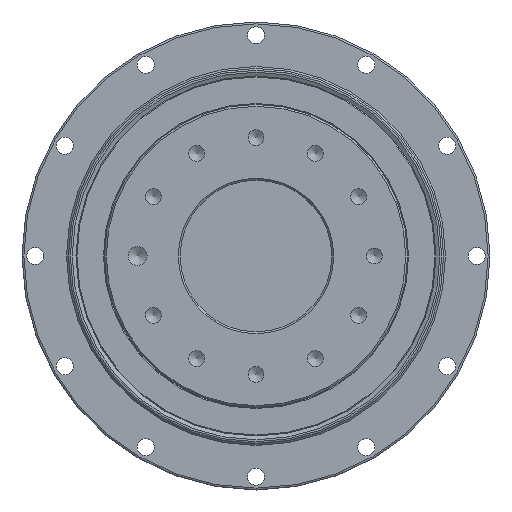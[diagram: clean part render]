
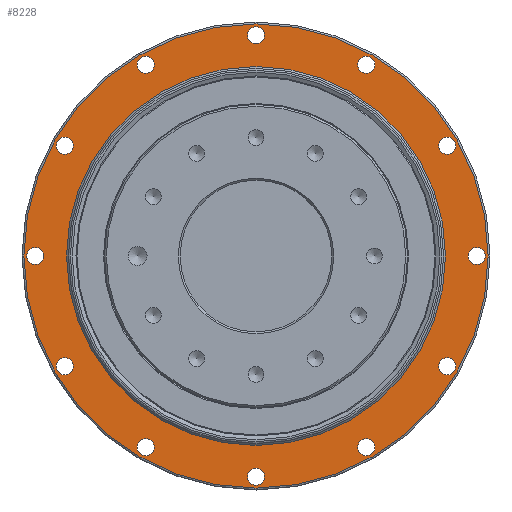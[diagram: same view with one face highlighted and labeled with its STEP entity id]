
A CAD part, left-side view. The second image highlights one B-rep face of the part: STEP entity #8228.
In plain terms, the highlighted planar face has unit normal (-1, 0, 0).
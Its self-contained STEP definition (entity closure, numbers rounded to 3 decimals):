
#1777=FACE_BOUND('',#2975,.T.);
#1778=FACE_BOUND('',#2976,.T.);
#1779=FACE_BOUND('',#2977,.T.);
#1780=FACE_BOUND('',#2978,.T.);
#1781=FACE_BOUND('',#2979,.T.);
#1782=FACE_BOUND('',#2980,.T.);
#1783=FACE_BOUND('',#2981,.T.);
#1784=FACE_BOUND('',#2982,.T.);
#1785=FACE_BOUND('',#2983,.T.);
#1786=FACE_BOUND('',#2984,.T.);
#1787=FACE_BOUND('',#2985,.T.);
#1788=FACE_BOUND('',#2986,.T.);
#1789=FACE_BOUND('',#2987,.T.);
#2231=FACE_OUTER_BOUND('',#2974,.T.);
#2974=EDGE_LOOP('',(#6620));
#2975=EDGE_LOOP('',(#6621));
#2976=EDGE_LOOP('',(#6622));
#2977=EDGE_LOOP('',(#6623));
#2978=EDGE_LOOP('',(#6624));
#2979=EDGE_LOOP('',(#6625));
#2980=EDGE_LOOP('',(#6626));
#2981=EDGE_LOOP('',(#6627));
#2982=EDGE_LOOP('',(#6628));
#2983=EDGE_LOOP('',(#6629));
#2984=EDGE_LOOP('',(#6630));
#2985=EDGE_LOOP('',(#6631));
#2986=EDGE_LOOP('',(#6632));
#2987=EDGE_LOOP('',(#6633));
#3676=CIRCLE('',#9057,100.);
#3697=CIRCLE('',#9085,122.5);
#3698=CIRCLE('',#9086,4.5);
#3699=CIRCLE('',#9087,4.5);
#3700=CIRCLE('',#9088,4.5);
#3701=CIRCLE('',#9089,4.5);
#3702=CIRCLE('',#9090,4.5);
#3703=CIRCLE('',#9091,4.5);
#3704=CIRCLE('',#9092,4.5);
#3705=CIRCLE('',#9093,4.5);
#3706=CIRCLE('',#9094,4.5);
#3707=CIRCLE('',#9095,4.5);
#3708=CIRCLE('',#9096,4.5);
#3709=CIRCLE('',#9097,4.5);
#4264=VERTEX_POINT('',#13641);
#4285=VERTEX_POINT('',#13690);
#4286=VERTEX_POINT('',#13692);
#4287=VERTEX_POINT('',#13694);
#4288=VERTEX_POINT('',#13696);
#4289=VERTEX_POINT('',#13698);
#4290=VERTEX_POINT('',#13700);
#4291=VERTEX_POINT('',#13702);
#4292=VERTEX_POINT('',#13704);
#4293=VERTEX_POINT('',#13706);
#4294=VERTEX_POINT('',#13708);
#4295=VERTEX_POINT('',#13710);
#4296=VERTEX_POINT('',#13712);
#4297=VERTEX_POINT('',#13714);
#5144=EDGE_CURVE('',#4264,#4264,#3676,.T.);
#5165=EDGE_CURVE('',#4285,#4285,#3697,.T.);
#5166=EDGE_CURVE('',#4286,#4286,#3698,.T.);
#5167=EDGE_CURVE('',#4287,#4287,#3699,.T.);
#5168=EDGE_CURVE('',#4288,#4288,#3700,.T.);
#5169=EDGE_CURVE('',#4289,#4289,#3701,.T.);
#5170=EDGE_CURVE('',#4290,#4290,#3702,.T.);
#5171=EDGE_CURVE('',#4291,#4291,#3703,.T.);
#5172=EDGE_CURVE('',#4292,#4292,#3704,.T.);
#5173=EDGE_CURVE('',#4293,#4293,#3705,.T.);
#5174=EDGE_CURVE('',#4294,#4294,#3706,.T.);
#5175=EDGE_CURVE('',#4295,#4295,#3707,.T.);
#5176=EDGE_CURVE('',#4296,#4296,#3708,.T.);
#5177=EDGE_CURVE('',#4297,#4297,#3709,.T.);
#6620=ORIENTED_EDGE('',*,*,#5165,.F.);
#6621=ORIENTED_EDGE('',*,*,#5166,.T.);
#6622=ORIENTED_EDGE('',*,*,#5167,.T.);
#6623=ORIENTED_EDGE('',*,*,#5168,.T.);
#6624=ORIENTED_EDGE('',*,*,#5169,.T.);
#6625=ORIENTED_EDGE('',*,*,#5170,.T.);
#6626=ORIENTED_EDGE('',*,*,#5171,.T.);
#6627=ORIENTED_EDGE('',*,*,#5172,.T.);
#6628=ORIENTED_EDGE('',*,*,#5173,.T.);
#6629=ORIENTED_EDGE('',*,*,#5174,.T.);
#6630=ORIENTED_EDGE('',*,*,#5175,.T.);
#6631=ORIENTED_EDGE('',*,*,#5176,.T.);
#6632=ORIENTED_EDGE('',*,*,#5177,.T.);
#6633=ORIENTED_EDGE('',*,*,#5144,.T.);
#7810=PLANE('',#9084);
#8228=ADVANCED_FACE('',(#2231,#1777,#1778,#1779,#1780,#1781,#1782,#1783,
#1784,#1785,#1786,#1787,#1788,#1789),#7810,.T.);
#9057=AXIS2_PLACEMENT_3D('',#13642,#10749,#10750);
#9084=AXIS2_PLACEMENT_3D('',#13689,#10803,#10804);
#9085=AXIS2_PLACEMENT_3D('',#13691,#10805,#10806);
#9086=AXIS2_PLACEMENT_3D('',#13693,#10807,#10808);
#9087=AXIS2_PLACEMENT_3D('',#13695,#10809,#10810);
#9088=AXIS2_PLACEMENT_3D('',#13697,#10811,#10812);
#9089=AXIS2_PLACEMENT_3D('',#13699,#10813,#10814);
#9090=AXIS2_PLACEMENT_3D('',#13701,#10815,#10816);
#9091=AXIS2_PLACEMENT_3D('',#13703,#10817,#10818);
#9092=AXIS2_PLACEMENT_3D('',#13705,#10819,#10820);
#9093=AXIS2_PLACEMENT_3D('',#13707,#10821,#10822);
#9094=AXIS2_PLACEMENT_3D('',#13709,#10823,#10824);
#9095=AXIS2_PLACEMENT_3D('',#13711,#10825,#10826);
#9096=AXIS2_PLACEMENT_3D('',#13713,#10827,#10828);
#9097=AXIS2_PLACEMENT_3D('',#13715,#10829,#10830);
#10749=DIRECTION('center_axis',(1.,0.,0.));
#10750=DIRECTION('ref_axis',(0.,0.,
-1.));
#10803=DIRECTION('center_axis',(-1.,0.,0.));
#10804=DIRECTION('ref_axis',(0.,0.,
1.));
#10805=DIRECTION('center_axis',(1.,0.,0.));
#10806=DIRECTION('ref_axis',(0.,-1.,0.));
#10807=DIRECTION('center_axis',(1.,0.,0.));
#10808=DIRECTION('ref_axis',(0.,-0.5,-0.866));
#10809=DIRECTION('center_axis',(1.,0.,0.));
#10810=DIRECTION('ref_axis',(0.,-0.866,-0.5));
#10811=DIRECTION('center_axis',(1.,0.,0.));
#10812=DIRECTION('ref_axis',(0.,-1.,0.));
#10813=DIRECTION('center_axis',(1.,0.,0.));
#10814=DIRECTION('ref_axis',(0.,-0.866,0.5));
#10815=DIRECTION('center_axis',(1.,0.,0.));
#10816=DIRECTION('ref_axis',(0.,-0.5,0.866));
#10817=DIRECTION('center_axis',(1.,0.,0.));
#10818=DIRECTION('ref_axis',(0.,0.,
1.));
#10819=DIRECTION('center_axis',(1.,0.,0.));
#10820=DIRECTION('ref_axis',(0.,0.5,0.866));
#10821=DIRECTION('center_axis',(1.,0.,0.));
#10822=DIRECTION('ref_axis',(0.,0.866,0.5));
#10823=DIRECTION('center_axis',(1.,0.,0.));
#10824=DIRECTION('ref_axis',(0.,1.,0.));
#10825=DIRECTION('center_axis',(1.,0.,0.));
#10826=DIRECTION('ref_axis',(0.,0.866,-0.5));
#10827=DIRECTION('center_axis',(1.,0.,0.));
#10828=DIRECTION('ref_axis',(0.,0.5,-0.866));
#10829=DIRECTION('center_axis',(1.,0.,0.));
#10830=DIRECTION('ref_axis',(0.,0.,
-1.));
#13641=CARTESIAN_POINT('',(9.753,-15.419,173.743));
#13642=CARTESIAN_POINT('Origin',(9.753,-115.419,173.743));
#13689=CARTESIAN_POINT('Origin',(9.753,8.081,173.743));
#13690=CARTESIAN_POINT('',(9.753,7.081,173.743));
#13691=CARTESIAN_POINT('Origin',(9.753,-115.419,173.743));
#13692=CARTESIAN_POINT('',(9.753,-12.277,119.391));
#13693=CARTESIAN_POINT('Origin',(9.753,-14.527,115.493));
#13694=CARTESIAN_POINT('',(9.753,-53.272,75.101));
#13695=CARTESIAN_POINT('Origin',(9.753,-57.169,72.851));
#13696=CARTESIAN_POINT('',(9.753,-110.919,57.243));
#13697=CARTESIAN_POINT('Origin',(9.753,-115.419,57.243));
#13698=CARTESIAN_POINT('',(9.753,-169.772,70.601));
#13699=CARTESIAN_POINT('Origin',(9.753,-173.669,72.851));
#13700=CARTESIAN_POINT('',(9.753,-214.061,111.596));
#13701=CARTESIAN_POINT('Origin',(9.753,-216.311,115.493));
#13702=CARTESIAN_POINT('',(9.753,-231.919,169.243));
#13703=CARTESIAN_POINT('Origin',(9.753,-231.919,173.743));
#13704=CARTESIAN_POINT('',(9.753,-218.561,228.096));
#13705=CARTESIAN_POINT('Origin',(9.753,-216.311,231.993));
#13706=CARTESIAN_POINT('',(9.753,-177.566,272.385));
#13707=CARTESIAN_POINT('Origin',(9.753,-173.669,274.635));
#13708=CARTESIAN_POINT('',(9.753,-119.919,290.243));
#13709=CARTESIAN_POINT('Origin',(9.753,-115.419,290.243));
#13710=CARTESIAN_POINT('',(9.753,-61.066,276.885));
#13711=CARTESIAN_POINT('Origin',(9.753,-57.169,274.635));
#13712=CARTESIAN_POINT('',(9.753,-16.777,235.891));
#13713=CARTESIAN_POINT('Origin',(9.753,-14.527,231.993));
#13714=CARTESIAN_POINT('',(9.753,1.081,178.243));
#13715=CARTESIAN_POINT('Origin',(9.753,1.081,173.743));
